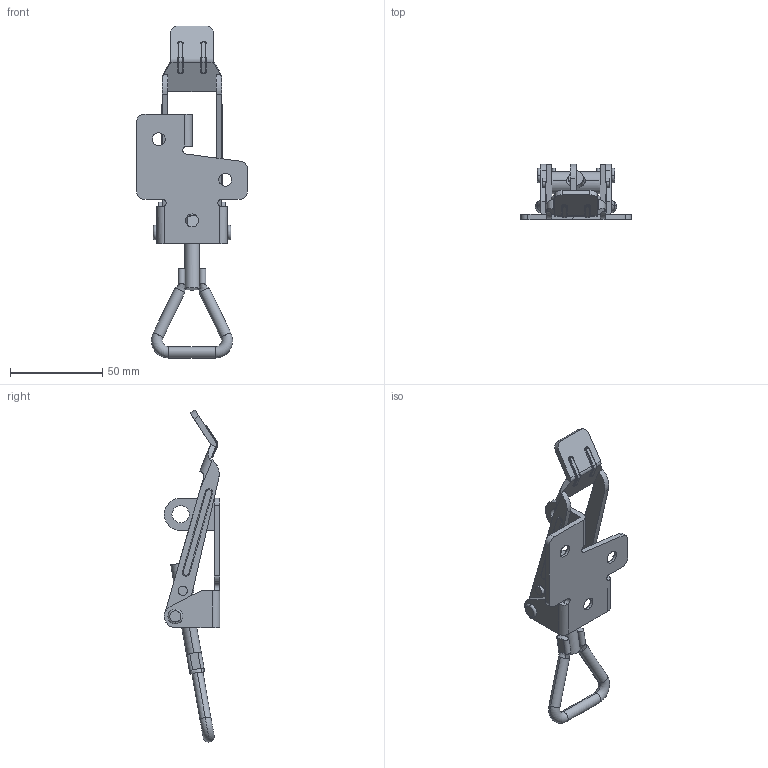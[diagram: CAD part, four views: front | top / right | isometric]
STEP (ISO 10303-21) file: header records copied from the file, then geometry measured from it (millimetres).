
FILE_DESCRIPTION (( 'STEP AP203' ), '1' );
FILE_NAME ('el2030-160-fzb.step', '2010-03-08T13:19:35', ( '_' ), ( '_' ), 'SwSTEP 2.0', 'SolidWorks 2010', '' );
FILE_SCHEMA (( 'CONFIG_CONTROL_DESIGN' ));
Length unit declared in the file: millimetre
Products named in the file (7): el2030-160_grepp; el2030-160-fzb; el2030-160_platta; el2030-160_rulle; din934_m8; el2030-160_oegla_fzb; el2030-160_nit_5x6mm
Assembly tree (7 placements, depth 2):
  el2030-160-fzb
    el2030-160_oegla_fzb
    el2030-160_nit_5x6mm  x2
    el2030-160_rulle
    el2030-160_grepp
    din934_m8
    el2030-160_platta
Bounding box: 60 x 29.99 x 179.72 mm (x, y, z)
Volume: 30315.6 mm3; surface area: 23249.3 mm2
Topology: 7 solids, 7 shells, 296 faces, 742 edges, 460 vertices
Faces by surface type: cylinder 133, plane 85, torus 52, cone 18, bspline 8
Entity records: 10621 total; most frequent: CARTESIAN_POINT 2855, DIRECTION 1560, ORIENTED_EDGE 1440, EDGE_CURVE 720, AXIS2_PLACEMENT_3D 623, VERTEX_POINT 448, CIRCLE 335, EDGE_LOOP 314
